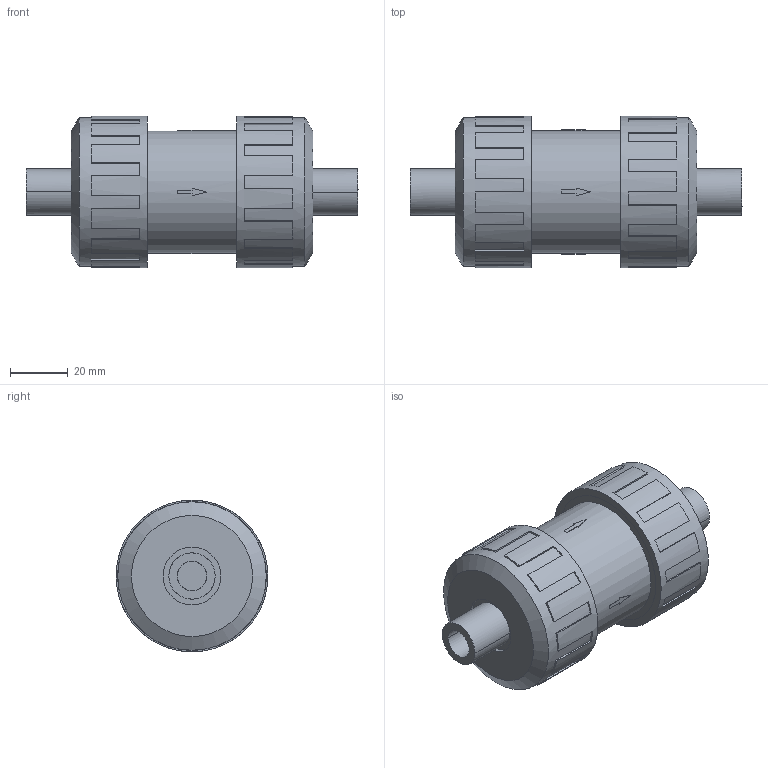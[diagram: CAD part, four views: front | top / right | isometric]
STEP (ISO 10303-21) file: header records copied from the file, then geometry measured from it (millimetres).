
FILE_DESCRIPTION((''),'2;1');
FILE_NAME('PV31001B016.stp','2022-02-18T07:39:16',('RL'),(''),'Autodesk Inventor 2012','Autodesk Inventor 2012','');
FILE_SCHEMA(('AUTOMOTIVE_DESIGN { 1 0 10303 214 1 1 1 1 }'));
Length unit declared in the file: millimetre
Products named in the file (1): PV31001B016
Bounding box: 115 x 52.5 x 52.5 mm (x, y, z)
Volume: 152256.1 mm3; surface area: 35155.6 mm2
Topology: 1 solids, 3 shells, 189 faces, 498 edges, 330 vertices
Faces by surface type: plane 162, cylinder 13, bspline 12, cone 2
Full cylindrical faces by diameter (mm): 20 x2, 42.525 x3, 47.23 x2, 47.25 x2, 51.45 x2, 52.5 x2
Entity records: 6428 total; most frequent: CARTESIAN_POINT 1522, DIRECTION 968, ORIENTED_EDGE 960, EDGE_CURVE 480, AXIS2_PLACEMENT_3D 334, VERTEX_POINT 328, VECTOR 300, LINE 300
